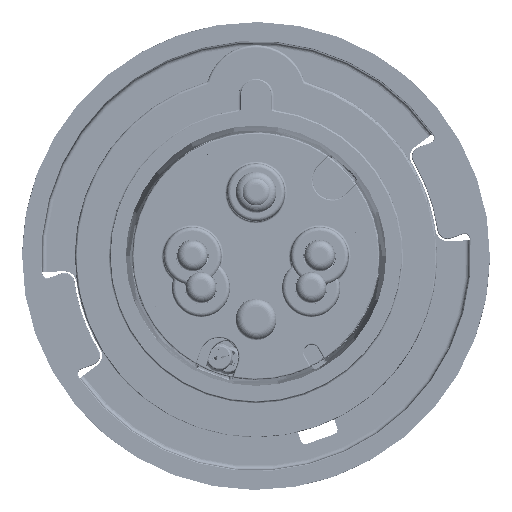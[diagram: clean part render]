
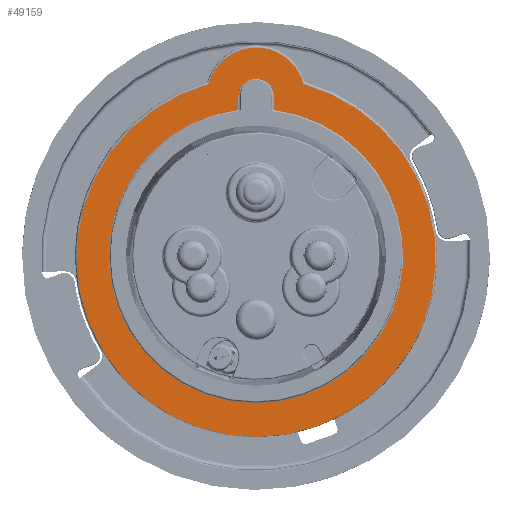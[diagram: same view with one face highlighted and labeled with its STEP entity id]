
A CAD part, top view. The second image highlights one B-rep face of the part: STEP entity #49159.
In plain terms, the highlighted face is planar.
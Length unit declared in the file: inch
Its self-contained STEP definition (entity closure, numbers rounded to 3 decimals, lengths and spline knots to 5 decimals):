
#5608 = VERTEX_POINT ( 'NONE', #148027 ) ;
#9679 = CARTESIAN_POINT ( 'NONE',  ( 0., 0., -0.116 ) ) ;
#12086 = CARTESIAN_POINT ( 'NONE',  ( 0.13769, 0., 1.02311 ) ) ;
#19832 = CIRCLE ( 'NONE', #195001, 1.138 ) ;
#24140 = CARTESIAN_POINT ( 'NONE',  ( 0.13769, 0., 0. ) ) ;
#32220 = DIRECTION ( 'NONE',  ( 0., 1., 0. ) ) ;
#33879 = CARTESIAN_POINT ( 'NONE',  ( 0., 0., -1.50516 ) ) ;
#37462 = DIRECTION ( 'NONE',  ( 0., 0., -1. ) ) ;
#47031 = CARTESIAN_POINT ( 'NONE',  ( -0.00116, 0., -0.10638 ) ) ;
#49159 = ADVANCED_FACE ( 'NONE', ( #213485, #129102 ), #174488, .F. ) ;
#50791 = ORIENTED_EDGE ( 'NONE', *, *, #129300, .F. ) ;
#66488 = ORIENTED_EDGE ( 'NONE', *, *, #182922, .T. ) ;
#67643 = DIRECTION ( 'NONE',  ( 0., 0., 1. ) ) ;
#67771 = VERTEX_POINT ( 'NONE', #114158 ) ;
#71559 = CARTESIAN_POINT ( 'NONE',  ( -0.36739, 0., 1.2237 ) ) ;
#74630 = ORIENTED_EDGE ( 'NONE', *, *, #185772, .T. ) ;
#84068 = CARTESIAN_POINT ( 'NONE',  ( 0., 0., -0.116 ) ) ;
#84084 = AXIS2_PLACEMENT_3D ( 'NONE', #127584, #216472, #110255 ) ;
#88046 = CARTESIAN_POINT ( 'NONE',  ( 0., 0., 0. ) ) ;
#103269 = CIRCLE ( 'NONE', #184986, 1.138 ) ;
#103718 = CIRCLE ( 'NONE', #202897, 0.13769 ) ;
#103726 = DIRECTION ( 'NONE',  ( 0., 1., 0. ) ) ;
#103787 = DIRECTION ( 'NONE',  ( 0., 0., 1. ) ) ;
#104047 = DIRECTION ( 'NONE',  ( 0., 0., 1. ) ) ;
#104581 = DIRECTION ( 'NONE',  ( 0., 0., 1. ) ) ;
#105338 = CARTESIAN_POINT ( 'NONE',  ( -0.13769, 0., 0. ) ) ;
#110220 = EDGE_CURVE ( 'NONE', #119696, #228952, #125145, .T. ) ;
#110255 = DIRECTION ( 'NONE',  ( 0., 0., 1. ) ) ;
#112140 = LINE ( 'NONE', #24140, #204856 ) ;
#114158 = CARTESIAN_POINT ( 'NONE',  ( 0.36739, 0., 1.2237 ) ) ;
#119449 = DIRECTION ( 'NONE',  ( 0., 1., 0. ) ) ;
#119696 = VERTEX_POINT ( 'NONE', #33879 ) ;
#125145 = CIRCLE ( 'NONE', #132195, 1.38916 ) ;
#126834 = EDGE_CURVE ( 'NONE', #228952, #67771, #129516, .T. ) ;
#126846 = ORIENTED_EDGE ( 'NONE', *, *, #110220, .F. ) ;
#127584 = CARTESIAN_POINT ( 'NONE',  ( 0., 0., 1.126 ) ) ;
#129102 = FACE_OUTER_BOUND ( 'NONE', #176745, .T. ) ;
#129300 = EDGE_CURVE ( 'NONE', #67771, #119696, #229867, .T. ) ;
#129516 = CIRCLE ( 'NONE', #84084, 0.38016 ) ;
#129945 = LINE ( 'NONE', #105338, #211596 ) ;
#132195 = AXIS2_PLACEMENT_3D ( 'NONE', #9679, #119449, #155710 ) ;
#133105 = VERTEX_POINT ( 'NONE', #148567 ) ;
#139976 = CARTESIAN_POINT ( 'NONE',  ( -0.00116, 0., -0.10638 ) ) ;
#142262 = CARTESIAN_POINT ( 'NONE',  ( -0.00116, 0., -1.24438 ) ) ;
#147527 = EDGE_CURVE ( 'NONE', #5608, #151730, #129945, .T. ) ;
#148027 = CARTESIAN_POINT ( 'NONE',  ( -0.13769, 0., 1.0234 ) ) ;
#148567 = CARTESIAN_POINT ( 'NONE',  ( 0.13769, 0., 1.126 ) ) ;
#151730 = VERTEX_POINT ( 'NONE', #174290 ) ;
#155390 = DIRECTION ( 'NONE',  ( 0., 0., 1. ) ) ;
#155710 = DIRECTION ( 'NONE',  ( 0., 0., 1. ) ) ;
#156149 = DIRECTION ( 'NONE',  ( 0., 1., 0. ) ) ;
#158037 = DIRECTION ( 'NONE',  ( 0., 1., 0. ) ) ;
#158650 = DIRECTION ( 'NONE',  ( 0., 0., 1. ) ) ;
#161846 = VERTEX_POINT ( 'NONE', #142262 ) ;
#166371 = EDGE_CURVE ( 'NONE', #133105, #228380, #112140, .T. ) ;
#172069 = ORIENTED_EDGE ( 'NONE', *, *, #147527, .T. ) ;
#173829 = ORIENTED_EDGE ( 'NONE', *, *, #184935, .T. ) ;
#174290 = CARTESIAN_POINT ( 'NONE',  ( -0.13769, 0., 1.126 ) ) ;
#174488 = PLANE ( 'NONE',  #199764 ) ;
#176745 = EDGE_LOOP ( 'NONE', ( #50791, #181180, #126846 ) ) ;
#179379 = AXIS2_PLACEMENT_3D ( 'NONE', #84068, #32220, #158650 ) ;
#181180 = ORIENTED_EDGE ( 'NONE', *, *, #126834, .F. ) ;
#182922 = EDGE_CURVE ( 'NONE', #228380, #161846, #19832, .T. ) ;
#184935 = EDGE_CURVE ( 'NONE', #151730, #133105, #103718, .T. ) ;
#184986 = AXIS2_PLACEMENT_3D ( 'NONE', #47031, #156149, #155390 ) ;
#185772 = EDGE_CURVE ( 'NONE', #161846, #5608, #103269, .T. ) ;
#193262 = ORIENTED_EDGE ( 'NONE', *, *, #166371, .T. ) ;
#194512 = DIRECTION ( 'NONE',  ( 0., 1., 0. ) ) ;
#195001 = AXIS2_PLACEMENT_3D ( 'NONE', #139976, #158037, #103787 ) ;
#199764 = AXIS2_PLACEMENT_3D ( 'NONE', #88046, #103726, #67643 ) ;
#202897 = AXIS2_PLACEMENT_3D ( 'NONE', #211772, #194512, #104047 ) ;
#204856 = VECTOR ( 'NONE', #37462, 39.37008 ) ;
#211596 = VECTOR ( 'NONE', #104581, 39.37008 ) ;
#211772 = CARTESIAN_POINT ( 'NONE',  ( 0., 0., 1.126 ) ) ;
#213485 = FACE_BOUND ( 'NONE', #226742, .T. ) ;
#216472 = DIRECTION ( 'NONE',  ( 0., 1., 0. ) ) ;
#226742 = EDGE_LOOP ( 'NONE', ( #173829, #193262, #66488, #74630, #172069 ) ) ;
#228380 = VERTEX_POINT ( 'NONE', #12086 ) ;
#228952 = VERTEX_POINT ( 'NONE', #71559 ) ;
#229867 = CIRCLE ( 'NONE', #179379, 1.38916 ) ;
